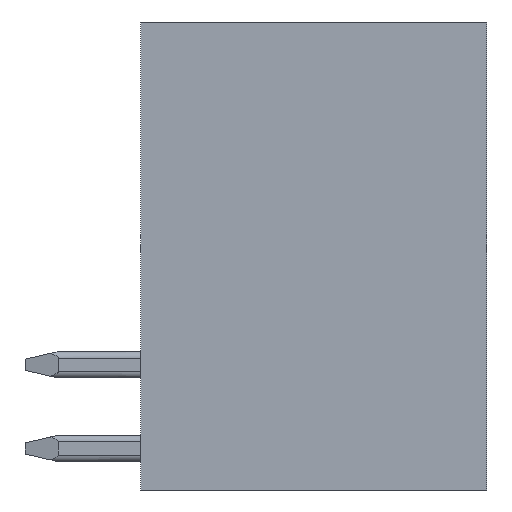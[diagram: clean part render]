
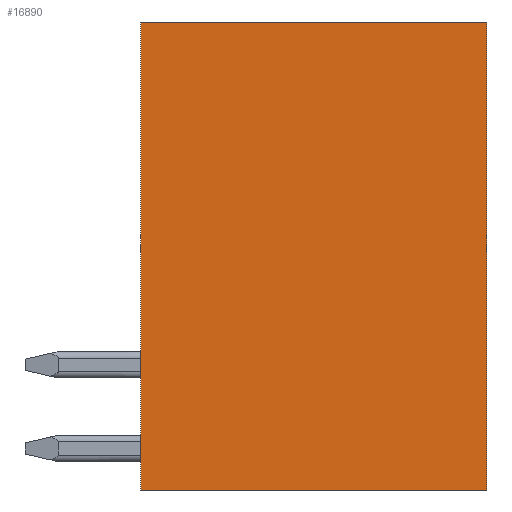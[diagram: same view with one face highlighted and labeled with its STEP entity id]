
A CAD part, front view. The second image highlights one B-rep face of the part: STEP entity #16890.
In plain terms, the highlighted planar face has unit normal (0, -1, 0).
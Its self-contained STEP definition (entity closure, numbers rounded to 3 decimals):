
#3915=DIRECTION('',(-1.,0.,0.));
#3916=VECTOR('',#3915,10.5);
#3917=CARTESIAN_POINT('',(5.25,-25.11,7.1));
#3918=LINE('',#3917,#3916);
#3919=DIRECTION('',(0.,0.,1.));
#3920=VECTOR('',#3919,14.2);
#3921=CARTESIAN_POINT('',(5.25,-25.11,-7.1));
#3922=LINE('',#3921,#3920);
#3923=DIRECTION('',(1.,0.,0.));
#3924=VECTOR('',#3923,10.5);
#3925=CARTESIAN_POINT('',(-5.25,-25.11,-7.1));
#3926=LINE('',#3925,#3924);
#3927=DIRECTION('',(0.,0.,-1.));
#3928=VECTOR('',#3927,14.2);
#3929=CARTESIAN_POINT('',(-5.25,-25.11,7.1));
#3930=LINE('',#3929,#3928);
#9689=CARTESIAN_POINT('',(5.25,-25.11,7.1));
#9690=CARTESIAN_POINT('',(-5.25,-25.11,7.1));
#9691=VERTEX_POINT('',#9689);
#9692=VERTEX_POINT('',#9690);
#9693=CARTESIAN_POINT('',(-5.25,-25.11,-7.1));
#9694=VERTEX_POINT('',#9693);
#9695=CARTESIAN_POINT('',(5.25,-25.11,-7.1));
#9696=VERTEX_POINT('',#9695);
#16879=CARTESIAN_POINT('',(0.,-25.11,0.));
#16880=DIRECTION('',(0.,-1.,0.));
#16881=DIRECTION('',(0.,0.,-1.));
#16882=AXIS2_PLACEMENT_3D('',#16879,#16880,#16881);
#16883=PLANE('',#16882);
#16884=ORIENTED_EDGE('',*,*,#16638,.F.);
#16885=ORIENTED_EDGE('',*,*,#16707,.F.);
#16886=ORIENTED_EDGE('',*,*,#16871,.F.);
#16887=ORIENTED_EDGE('',*,*,#12076,.F.);
#16888=EDGE_LOOP('',(#16884,#16885,#16886,#16887));
#16889=FACE_OUTER_BOUND('',#16888,.F.);
#16890=ADVANCED_FACE('',(#16889),#16883,.T.);
#12076=EDGE_CURVE('',#9692,#9694,#3930,.T.);
#16638=EDGE_CURVE('',#9691,#9692,#3918,.T.);
#16707=EDGE_CURVE('',#9696,#9691,#3922,.T.);
#16871=EDGE_CURVE('',#9694,#9696,#3926,.T.);
